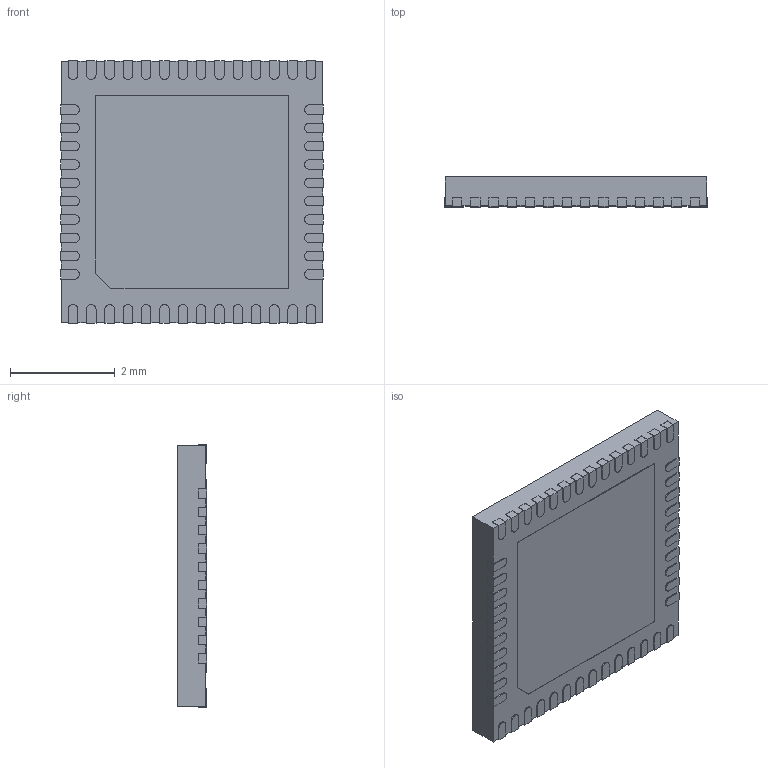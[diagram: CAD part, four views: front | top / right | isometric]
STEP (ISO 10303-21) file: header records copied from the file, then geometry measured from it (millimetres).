
FILE_DESCRIPTION (( 'STEP AP214' ), '1' );
FILE_NAME ('F387125F-704B-40C9-B5C8-8AFDDD4F83B4.STEP', '2025-06-26T15:55:52', ( '' ), ( '' ), 'SwSTEP 2.0', 'SolidWorks 2022', '' );
FILE_SCHEMA (( 'AUTOMOTIVE_DESIGN' ));
Length unit declared in the file: millimetre
Products named in the file (1): F387125F-704B-40C9-B5C8-8AFDDD4F83B4
Bounding box: 5.02 x 0.57 x 5.02 mm (x, y, z)
Volume: 14 mm3; surface area: 62.5 mm2
Topology: 1 solids, 1 shells, 317 faces, 939 edges, 626 vertices
Faces by surface type: plane 253, cylinder 64
Entity records: 10634 total; most frequent: CARTESIAN_POINT 1883, ORIENTED_EDGE 1878, DIRECTION 1703, EDGE_CURVE 939, LINE 811, VECTOR 811, VERTEX_POINT 626, AXIS2_PLACEMENT_3D 446
